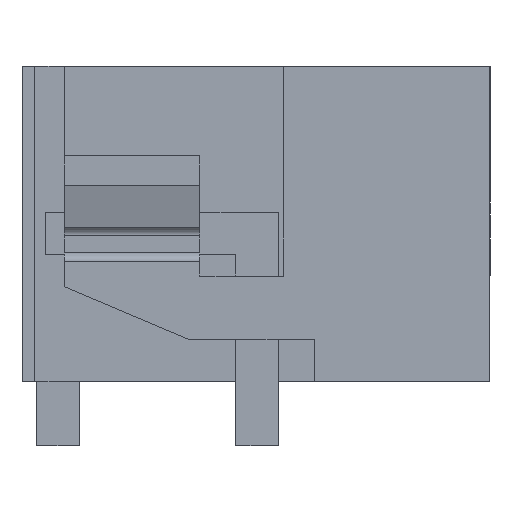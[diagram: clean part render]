
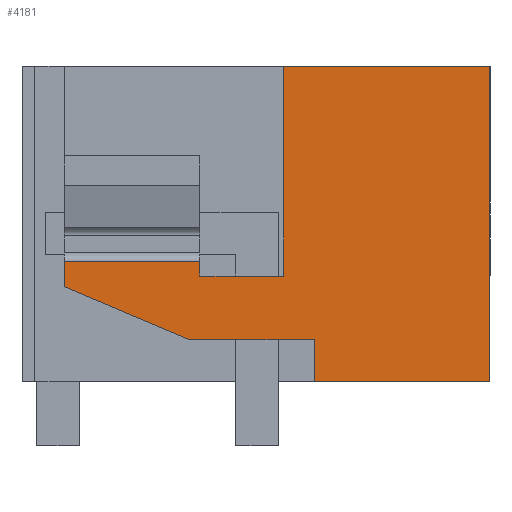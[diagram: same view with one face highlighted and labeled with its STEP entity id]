
A CAD part, left-side view. The second image highlights one B-rep face of the part: STEP entity #4181.
In plain terms, the highlighted planar face has unit normal (-1, 0, 0).
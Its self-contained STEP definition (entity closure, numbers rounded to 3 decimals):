
#4123=AXIS2_PLACEMENT_3D('Plane Axis2P3D',#4120,#4121,#4122) ;
#1835=CARTESIAN_POINT('Vertex',(0.,4.875,8.95)) ;
#1838=CARTESIAN_POINT('Line Origine',(0.,2.438,8.95)) ;
#1842=CARTESIAN_POINT('Vertex',(0.,0.,8.95)) ;
#2513=CARTESIAN_POINT('Vertex',(0.,0.,1.5)) ;
#2516=CARTESIAN_POINT('Line Origine',(0.,2.075,1.5)) ;
#2520=CARTESIAN_POINT('Vertex',(0.,4.15,1.5)) ;
#3911=CARTESIAN_POINT('Vertex',(0.,10.05,3.75)) ;
#3914=CARTESIAN_POINT('Line Origine',(0.,10.05,4.05)) ;
#3918=CARTESIAN_POINT('Vertex',(0.,10.05,4.35)) ;
#4105=CARTESIAN_POINT('Vertex',(0.,4.875,4.)) ;
#4108=CARTESIAN_POINT('Line Origine',(0.,4.875,6.475)) ;
#4120=CARTESIAN_POINT('Axis2P3D Location',(0.,11.05,-1.7)) ;
#4125=CARTESIAN_POINT('Line Origine',(0.,0.,5.225)) ;
#4130=CARTESIAN_POINT('Line Origine',(0.,5.863,4.)) ;
#4134=CARTESIAN_POINT('Vertex',(0.,6.85,4.)) ;
#4137=CARTESIAN_POINT('Line Origine',(0.,6.85,4.175)) ;
#4141=CARTESIAN_POINT('Vertex',(0.,6.85,4.35)) ;
#4144=CARTESIAN_POINT('Line Origine',(0.,8.45,4.35)) ;
#4149=CARTESIAN_POINT('Line Origine',(0.,8.571,3.123)) ;
#4153=CARTESIAN_POINT('Vertex',(0.,7.092,2.497)) ;
#4156=CARTESIAN_POINT('Line Origine',(0.,5.621,2.497)) ;
#4160=CARTESIAN_POINT('Vertex',(0.,4.15,2.497)) ;
#4163=CARTESIAN_POINT('Line Origine',(0.,4.15,1.998)) ;
#1839=DIRECTION('Vector Direction',(0.,-1.,0.)) ;
#2517=DIRECTION('Vector Direction',(0.,1.,0.)) ;
#3915=DIRECTION('Vector Direction',(0.,0.,-1.)) ;
#4109=DIRECTION('Vector Direction',(0.,0.,1.)) ;
#4121=DIRECTION('Axis2P3D Direction',(-1.,0.,0.)) ;
#4122=DIRECTION('Axis2P3D XDirection',(0.,-1.,0.)) ;
#4126=DIRECTION('Vector Direction',(0.,0.,-1.)) ;
#4131=DIRECTION('Vector Direction',(0.,1.,0.)) ;
#4138=DIRECTION('Vector Direction',(0.,0.,1.)) ;
#4145=DIRECTION('Vector Direction',(0.,-1.,0.)) ;
#4150=DIRECTION('Vector Direction',(0.,0.921,0.39)) ;
#4157=DIRECTION('Vector Direction',(0.,-1.,0.)) ;
#4164=DIRECTION('Vector Direction',(0.,0.,-1.)) ;
#1840=VECTOR('Line Direction',#1839,1.) ;
#2518=VECTOR('Line Direction',#2517,1.) ;
#3916=VECTOR('Line Direction',#3915,1.) ;
#4110=VECTOR('Line Direction',#4109,1.) ;
#4127=VECTOR('Line Direction',#4126,1.) ;
#4132=VECTOR('Line Direction',#4131,1.) ;
#4139=VECTOR('Line Direction',#4138,1.) ;
#4146=VECTOR('Line Direction',#4145,1.) ;
#4151=VECTOR('Line Direction',#4150,1.) ;
#4158=VECTOR('Line Direction',#4157,1.) ;
#4165=VECTOR('Line Direction',#4164,1.) ;
#4169=ORIENTED_EDGE('',*,*,#2522,.T.) ;
#4170=ORIENTED_EDGE('',*,*,#4129,.T.) ;
#4171=ORIENTED_EDGE('',*,*,#1844,.T.) ;
#4172=ORIENTED_EDGE('',*,*,#4112,.T.) ;
#4173=ORIENTED_EDGE('',*,*,#4136,.T.) ;
#4174=ORIENTED_EDGE('',*,*,#4143,.T.) ;
#4175=ORIENTED_EDGE('',*,*,#4148,.F.) ;
#4176=ORIENTED_EDGE('',*,*,#3920,.T.) ;
#4177=ORIENTED_EDGE('',*,*,#4155,.T.) ;
#4178=ORIENTED_EDGE('',*,*,#4162,.T.) ;
#4179=ORIENTED_EDGE('',*,*,#4167,.T.) ;
#4181=ADVANCED_FACE('HOUSING',(#4180),#4124,.T.) ;
#1844=EDGE_CURVE('',#1843,#1836,#1841,.F.) ;
#2522=EDGE_CURVE('',#2521,#2514,#2519,.F.) ;
#3920=EDGE_CURVE('',#3919,#3912,#3917,.T.) ;
#4112=EDGE_CURVE('',#1836,#4106,#4111,.F.) ;
#4129=EDGE_CURVE('',#2514,#1843,#4128,.F.) ;
#4136=EDGE_CURVE('',#4106,#4135,#4133,.T.) ;
#4143=EDGE_CURVE('',#4135,#4142,#4140,.T.) ;
#4148=EDGE_CURVE('',#3919,#4142,#4147,.T.) ;
#4155=EDGE_CURVE('',#3912,#4154,#4152,.F.) ;
#4162=EDGE_CURVE('',#4154,#4161,#4159,.T.) ;
#4167=EDGE_CURVE('',#4161,#2521,#4166,.T.) ;
#4168=EDGE_LOOP('',(#4169,#4170,#4171,#4172,#4173,#4174,#4175,#4176,#4177,#4178,#4179)) ;
#4180=FACE_OUTER_BOUND('',#4168,.T.) ;
#1841=LINE('Line',#1838,#1840) ;
#2519=LINE('Line',#2516,#2518) ;
#3917=LINE('Line',#3914,#3916) ;
#4111=LINE('Line',#4108,#4110) ;
#4128=LINE('Line',#4125,#4127) ;
#4133=LINE('Line',#4130,#4132) ;
#4140=LINE('Line',#4137,#4139) ;
#4147=LINE('Line',#4144,#4146) ;
#4152=LINE('Line',#4149,#4151) ;
#4159=LINE('Line',#4156,#4158) ;
#4166=LINE('Line',#4163,#4165) ;
#4124=PLANE('',#4123) ;
#1836=VERTEX_POINT('',#1835) ;
#1843=VERTEX_POINT('',#1842) ;
#2514=VERTEX_POINT('',#2513) ;
#2521=VERTEX_POINT('',#2520) ;
#3912=VERTEX_POINT('',#3911) ;
#3919=VERTEX_POINT('',#3918) ;
#4106=VERTEX_POINT('',#4105) ;
#4135=VERTEX_POINT('',#4134) ;
#4142=VERTEX_POINT('',#4141) ;
#4154=VERTEX_POINT('',#4153) ;
#4161=VERTEX_POINT('',#4160) ;
